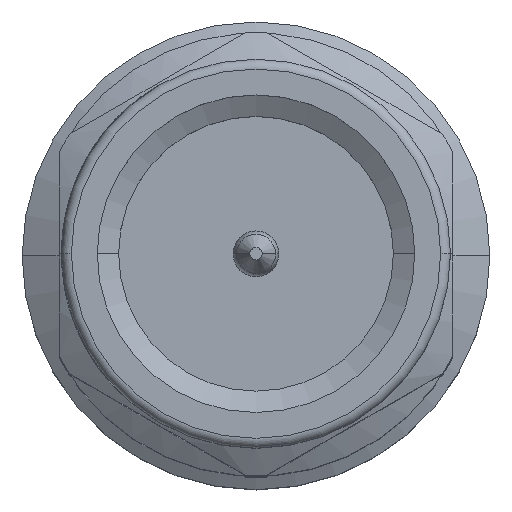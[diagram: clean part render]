
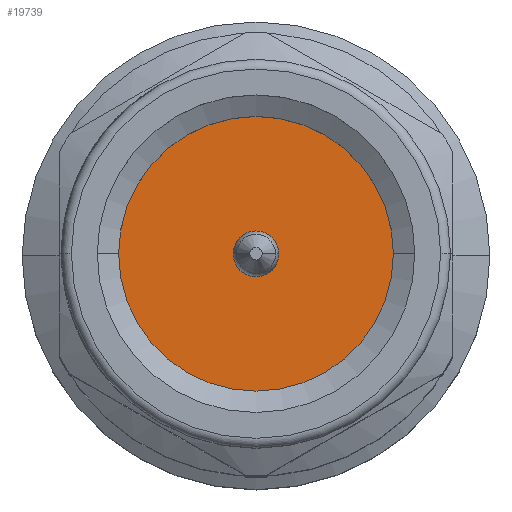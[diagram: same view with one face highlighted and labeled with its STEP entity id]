
A CAD part, top view. The second image highlights one B-rep face of the part: STEP entity #19739.
In plain terms, the highlighted planar face has unit normal (0, 0, 1).
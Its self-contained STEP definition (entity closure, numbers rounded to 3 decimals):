
#43 = VERTEX_POINT ( 'NONE', #3897 ) ;
#399 = EDGE_CURVE ( 'NONE', #13147, #43, #12748, .T. ) ;
#808 = CARTESIAN_POINT ( 'NONE',  ( 0., 0., 0.759 ) ) ;
#1324 = EDGE_CURVE ( 'NONE', #16912, #11996, #12687, .T. ) ;
#2924 = CARTESIAN_POINT ( 'NONE',  ( 0., 0., 0.759 ) ) ;
#3169 = DIRECTION ( 'NONE',  ( 0., 0., 1. ) ) ;
#3897 = CARTESIAN_POINT ( 'NONE',  ( 2.79, 0., 0.759 ) ) ;
#3965 = CARTESIAN_POINT ( 'NONE',  ( 0.465, 0., 0.759 ) ) ;
#4475 = CIRCLE ( 'NONE', #4858, 0.465 ) ;
#4812 = DIRECTION ( 'NONE',  ( 0., 1., 0. ) ) ;
#4858 = AXIS2_PLACEMENT_3D ( 'NONE', #22544, #21015, #11647 ) ;
#5155 = CARTESIAN_POINT ( 'NONE',  ( -0.465, 0., 0.759 ) ) ;
#7086 = ORIENTED_EDGE ( 'NONE', *, *, #399, .T. ) ;
#8284 = DIRECTION ( 'NONE',  ( 0., 0., 1. ) ) ;
#8468 = FACE_BOUND ( 'NONE', #9798, .T. ) ;
#9324 = CIRCLE ( 'NONE', #17711, 2.79 ) ;
#9798 = EDGE_LOOP ( 'NONE', ( #23469, #14683 ) ) ;
#10444 = AXIS2_PLACEMENT_3D ( 'NONE', #2924, #3169, #19697 ) ;
#11647 = DIRECTION ( 'NONE',  ( 0., 1., 0. ) ) ;
#11934 = DIRECTION ( 'NONE',  ( 0., 0., 1. ) ) ;
#11996 = VERTEX_POINT ( 'NONE', #5155 ) ;
#12169 = CARTESIAN_POINT ( 'NONE',  ( 0., 0., 0.759 ) ) ;
#12687 = CIRCLE ( 'NONE', #10444, 0.465 ) ;
#12748 = CIRCLE ( 'NONE', #18012, 2.79 ) ;
#13147 = VERTEX_POINT ( 'NONE', #18775 ) ;
#14683 = ORIENTED_EDGE ( 'NONE', *, *, #19560, .F. ) ;
#16182 = FACE_OUTER_BOUND ( 'NONE', #17172, .T. ) ;
#16912 = VERTEX_POINT ( 'NONE', #3965 ) ;
#17172 = EDGE_LOOP ( 'NONE', ( #7086, #18927 ) ) ;
#17646 = DIRECTION ( 'NONE',  ( 0., 0., -1. ) ) ;
#17711 = AXIS2_PLACEMENT_3D ( 'NONE', #808, #8284, #19317 ) ;
#18012 = AXIS2_PLACEMENT_3D ( 'NONE', #19336, #11934, #19168 ) ;
#18775 = CARTESIAN_POINT ( 'NONE',  ( -2.79, 0., 0.759 ) ) ;
#18927 = ORIENTED_EDGE ( 'NONE', *, *, #20086, .T. ) ;
#19168 = DIRECTION ( 'NONE',  ( 0., 1., 0. ) ) ;
#19317 = DIRECTION ( 'NONE',  ( 0., 1., 0. ) ) ;
#19336 = CARTESIAN_POINT ( 'NONE',  ( 0., 0., 0.759 ) ) ;
#19560 = EDGE_CURVE ( 'NONE', #11996, #16912, #4475, .T. ) ;
#19697 = DIRECTION ( 'NONE',  ( 0., 1., 0. ) ) ;
#19739 = ADVANCED_FACE ( 'NONE', ( #8468, #16182 ), #23173, .F. ) ;
#20086 = EDGE_CURVE ( 'NONE', #43, #13147, #9324, .T. ) ;
#21015 = DIRECTION ( 'NONE',  ( 0., 0., 1. ) ) ;
#22325 = AXIS2_PLACEMENT_3D ( 'NONE', #12169, #17646, #4812 ) ;
#22544 = CARTESIAN_POINT ( 'NONE',  ( 0., 0., 0.759 ) ) ;
#23173 = PLANE ( 'NONE',  #22325 ) ;
#23469 = ORIENTED_EDGE ( 'NONE', *, *, #1324, .F. ) ;
